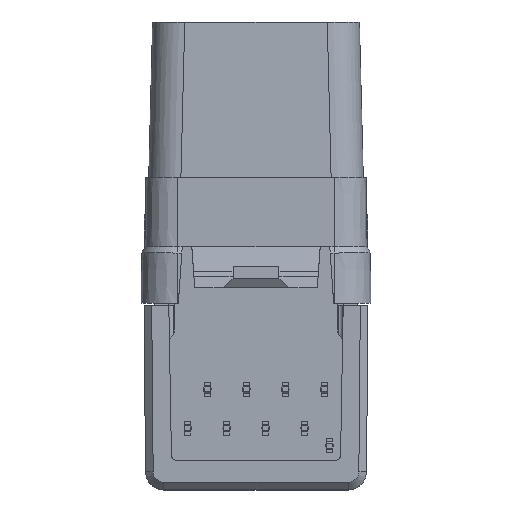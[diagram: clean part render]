
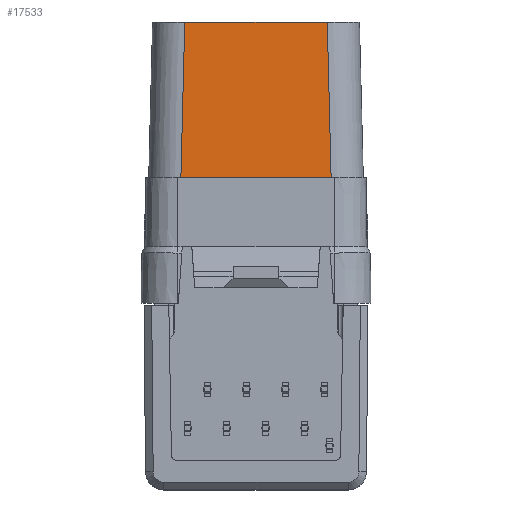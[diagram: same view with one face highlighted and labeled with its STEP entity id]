
A CAD part, front view. The second image highlights one B-rep face of the part: STEP entity #17533.
In plain terms, the highlighted planar face has unit normal (0, -1, 0.025).
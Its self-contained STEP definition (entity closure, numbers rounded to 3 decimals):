
#23=DIRECTION('',(1.,0.,0.));
#24=VECTOR('',#23,9.8);
#25=CARTESIAN_POINT('',(-4.9,-6.,0.));
#26=LINE('',#25,#24);
#3622=DIRECTION('',(1.,0.,0.));
#3623=VECTOR('',#3622,9.3);
#3624=CARTESIAN_POINT('',(-4.65,-5.75,10.12));
#3625=LINE('',#3624,#3623);
#3692=DIRECTION('',(-0.025,0.025,0.999));
#3693=VECTOR('',#3692,10.126);
#3694=CARTESIAN_POINT('',(4.9,-6.,0.));
#3695=LINE('',#3694,#3693);
#3696=DIRECTION('',(0.025,0.025,0.999));
#3697=VECTOR('',#3696,10.126);
#3698=CARTESIAN_POINT('',(-4.9,-6.,0.));
#3699=LINE('',#3698,#3697);
#10614=CARTESIAN_POINT('',(-4.65,-5.75,10.12));
#10615=VERTEX_POINT('',#10614);
#10616=CARTESIAN_POINT('',(4.65,-5.75,10.12));
#10617=VERTEX_POINT('',#10616);
#10630=CARTESIAN_POINT('',(-4.9,-6.,0.));
#10631=VERTEX_POINT('',#10630);
#10632=CARTESIAN_POINT('',(4.9,-6.,0.));
#10633=VERTEX_POINT('',#10632);
#17521=CARTESIAN_POINT('',(0.,-5.875,5.06));
#17522=DIRECTION('',(0.,-1.,0.025));
#17523=DIRECTION('',(1.,0.,0.));
#17524=AXIS2_PLACEMENT_3D('',#17521,#17522,#17523);
#17525=PLANE('',#17524);
#17526=ORIENTED_EDGE('',*,*,#13327,.F.);
#17528=ORIENTED_EDGE('',*,*,#17527,.T.);
#17529=ORIENTED_EDGE('',*,*,#17355,.T.);
#17530=ORIENTED_EDGE('',*,*,#17514,.F.);
#17531=EDGE_LOOP('',(#17526,#17528,#17529,#17530));
#17532=FACE_OUTER_BOUND('',#17531,.F.);
#17533=ADVANCED_FACE('',(#17532),#17525,.T.);
#13327=EDGE_CURVE('',#10631,#10633,#26,.T.);
#17355=EDGE_CURVE('',#10615,#10617,#3625,.T.);
#17514=EDGE_CURVE('',#10633,#10617,#3695,.T.);
#17527=EDGE_CURVE('',#10631,#10615,#3699,.T.);
